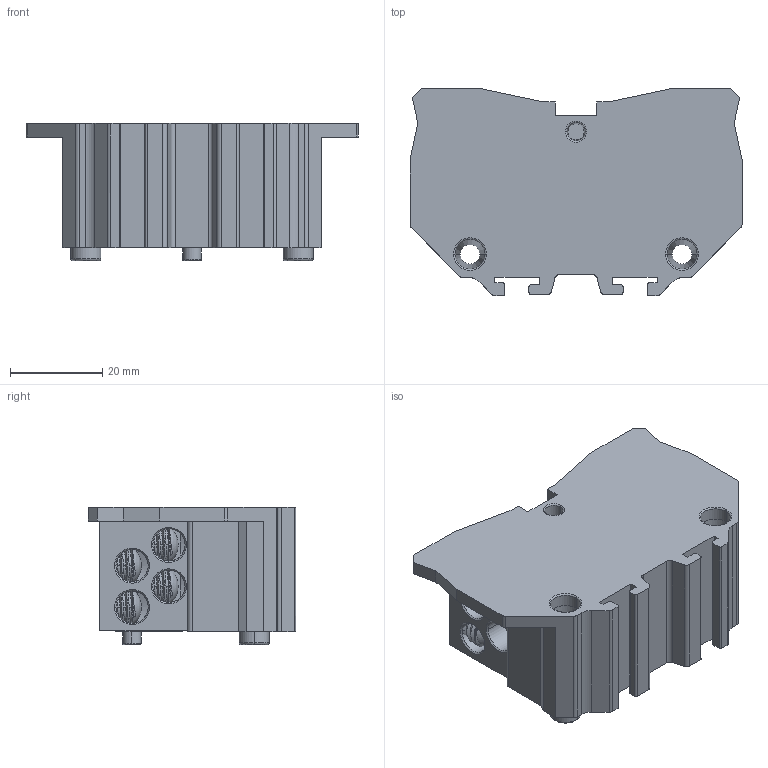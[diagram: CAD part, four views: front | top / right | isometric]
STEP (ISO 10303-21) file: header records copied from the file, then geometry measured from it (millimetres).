
FILE_DESCRIPTION((''),'2;1');
FILE_NAME('150I-ZHUANGPEITI_ASM','2023-03-01T',('Administrator'),(''),'PRO/ENGINEER BY PARAMETRIC TECHNOLOGY CORPORATION, 2013230','PRO/ENGINEER BY PARAMETRIC TECHNOLOGY CORPORATION, 2013230','');
FILE_SCHEMA(('CONFIG_CONTROL_DESIGN'));
Length unit declared in the file: millimetre
Products named in the file (6): 150IJUEYUANJIAN; 150I-DAODIANTI; NEILIUJIAOLUODING; YUANLUODING; M8; 150I-ZHUANGPEITI_ASM
Assembly tree (8 placements, depth 2):
  150I-ZHUANGPEITI_ASM
    150IJUEYUANJIAN
    150I-DAODIANTI
    NEILIUJIAOLUODING  x4
    YUANLUODING
    M8
Bounding box: 72 x 45 x 29.8 mm (x, y, z)
Volume: 36244.7 mm3; surface area: 22800.5 mm2
Topology: 8 solids, 8 shells, 488 faces, 1301 edges, 825 vertices
Faces by surface type: plane 180, cylinder 172, bspline 82, cone 34, torus 12, sphere 8
Entity records: 21420 total; most frequent: CARTESIAN_POINT 12467, ORIENTED_EDGE 2010, DIRECTION 1575, EDGE_CURVE 1005, VERTEX_POINT 645, AXIS2_PLACEMENT_3D 537, VECTOR 501, LINE 501
